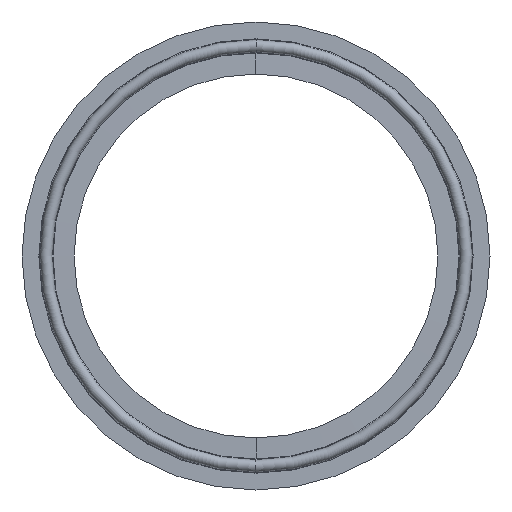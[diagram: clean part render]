
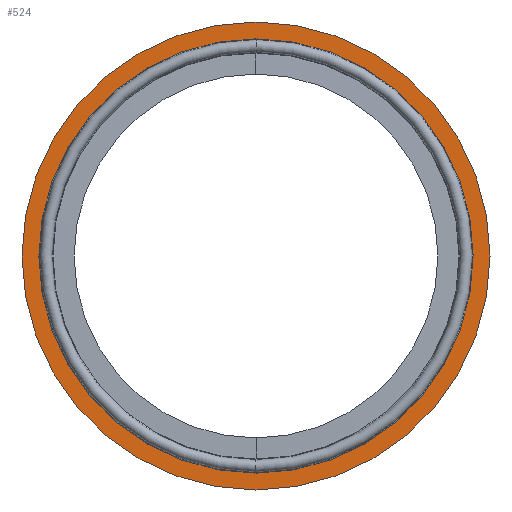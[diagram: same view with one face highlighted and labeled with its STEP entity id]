
A CAD part, left-side view. The second image highlights one B-rep face of the part: STEP entity #524.
In plain terms, the highlighted planar face has unit normal (-1, 0, 0).
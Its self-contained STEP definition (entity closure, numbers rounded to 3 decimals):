
#21 = ORIENTED_EDGE ( 'NONE', *, *, #300, .T. ) ;
#34 = CIRCLE ( 'NONE', #850, 46.5 ) ;
#59 = CARTESIAN_POINT ( 'NONE',  ( -0.9, 0., -43.15 ) ) ;
#112 = VERTEX_POINT ( 'NONE', #312 ) ;
#118 = DIRECTION ( 'NONE',  ( 0., 0., 1. ) ) ;
#119 = ORIENTED_EDGE ( 'NONE', *, *, #162, .T. ) ;
#124 = ORIENTED_EDGE ( 'NONE', *, *, #890, .T. ) ;
#130 = DIRECTION ( 'NONE',  ( 1., 0., 0. ) ) ;
#162 = EDGE_CURVE ( 'NONE', #112, #813, #209, .T. ) ;
#209 = CIRCLE ( 'NONE', #431, 46.5 ) ;
#213 = PLANE ( 'NONE',  #768 ) ;
#265 = DIRECTION ( 'NONE',  ( 1., 0., 0. ) ) ;
#268 = DIRECTION ( 'NONE',  ( 0., 0., -1. ) ) ;
#285 = FACE_OUTER_BOUND ( 'NONE', #690, .T. ) ;
#300 = EDGE_CURVE ( 'NONE', #529, #436, #473, .T. ) ;
#306 = CIRCLE ( 'NONE', #539, 43.15 ) ;
#312 = CARTESIAN_POINT ( 'NONE',  ( -0.9, 0., -46.5 ) ) ;
#399 = CARTESIAN_POINT ( 'NONE',  ( -0.9, 0., 0. ) ) ;
#407 = EDGE_LOOP ( 'NONE', ( #21, #124 ) ) ;
#414 = DIRECTION ( 'NONE',  ( 0., 0., -1. ) ) ;
#431 = AXIS2_PLACEMENT_3D ( 'NONE', #399, #523, #683 ) ;
#436 = VERTEX_POINT ( 'NONE', #864 ) ;
#463 = DIRECTION ( 'NONE',  ( -1., 0., 0. ) ) ;
#473 = CIRCLE ( 'NONE', #846, 43.15 ) ;
#488 = DIRECTION ( 'NONE',  ( 1., 0., 0. ) ) ;
#505 = CARTESIAN_POINT ( 'NONE',  ( -0.9, 42.95, 0. ) ) ;
#523 = DIRECTION ( 'NONE',  ( -1., 0., 0. ) ) ;
#524 = ADVANCED_FACE ( 'NONE', ( #771, #285 ), #213, .F. ) ;
#529 = VERTEX_POINT ( 'NONE', #59 ) ;
#533 = CARTESIAN_POINT ( 'NONE',  ( -0.9, 0., 0. ) ) ;
#539 = AXIS2_PLACEMENT_3D ( 'NONE', #833, #265, #563 ) ;
#563 = DIRECTION ( 'NONE',  ( 0., 0., -1. ) ) ;
#611 = CARTESIAN_POINT ( 'NONE',  ( -0.9, 0., 46.5 ) ) ;
#647 = ORIENTED_EDGE ( 'NONE', *, *, #711, .T. ) ;
#683 = DIRECTION ( 'NONE',  ( 0., 0., 1. ) ) ;
#690 = EDGE_LOOP ( 'NONE', ( #647, #119 ) ) ;
#711 = EDGE_CURVE ( 'NONE', #813, #112, #34, .T. ) ;
#768 = AXIS2_PLACEMENT_3D ( 'NONE', #505, #130, #414 ) ;
#771 = FACE_BOUND ( 'NONE', #407, .T. ) ;
#813 = VERTEX_POINT ( 'NONE', #611 ) ;
#833 = CARTESIAN_POINT ( 'NONE',  ( -0.9, 0., 0. ) ) ;
#846 = AXIS2_PLACEMENT_3D ( 'NONE', #898, #488, #268 ) ;
#850 = AXIS2_PLACEMENT_3D ( 'NONE', #533, #463, #118 ) ;
#864 = CARTESIAN_POINT ( 'NONE',  ( -0.9, 0., 43.15 ) ) ;
#890 = EDGE_CURVE ( 'NONE', #436, #529, #306, .T. ) ;
#898 = CARTESIAN_POINT ( 'NONE',  ( -0.9, 0., 0. ) ) ;
